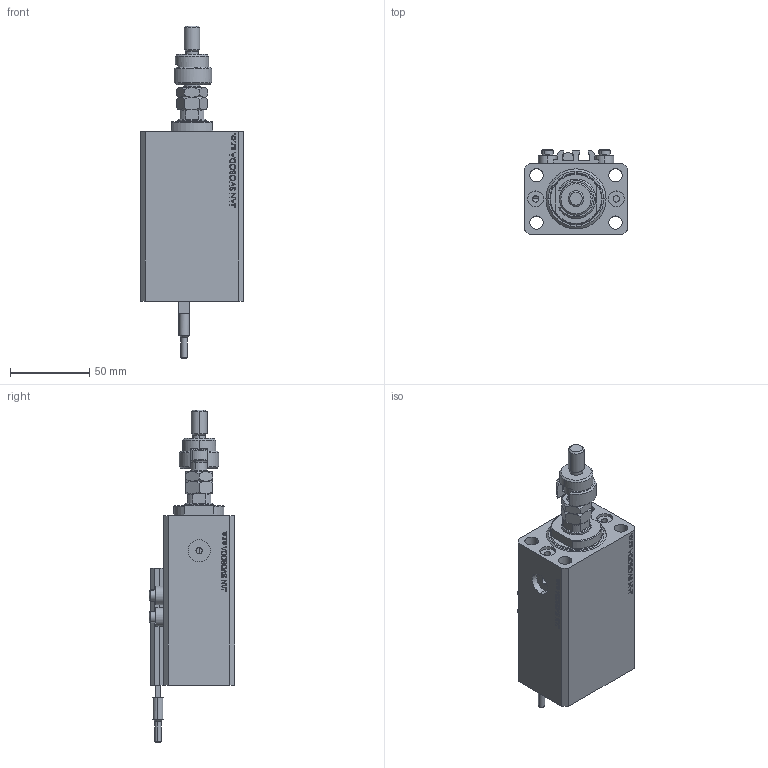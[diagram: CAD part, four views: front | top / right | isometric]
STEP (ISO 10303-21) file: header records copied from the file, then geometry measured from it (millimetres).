
FILE_DESCRIPTION (( 'STEP AP203' ), '1' );
FILE_NAME ('b840.STEP', '2021-03-16T21:25:52', ( '' ), ( '' ), 'SwSTEP 2.0', 'SolidWorks 2019', '' );
FILE_SCHEMA (( 'CONFIG_CONTROL_DESIGN' ));
Length unit declared in the file: millimetre
Products named in the file (9): ALLEN BOLT V250CE 849f7f24b035ef1dffec3f13b82cb552; DFA 849f7f24b035ef1dffec3f13b82cb552; V250CE_VC_C 849f7f24b035ef1dffec3f13b82cb552; SWITCH_V250CE; FEMALE_PART_FOR_DFA 849f7f24b035ef1dffec3f13b82cb552; V250CE_C 849f7f24b035ef1dffec3f13b82cb552; b840; MFA 849f7f24b035ef1dffec3f13b82cb552; V250CE_C_VCP 849f7f24b035ef1dffec3f13b82cb552
Assembly tree (11 placements, depth 3):
  b840
    V250CE_C 849f7f24b035ef1dffec3f13b82cb552
    ALLEN BOLT V250CE 849f7f24b035ef1dffec3f13b82cb552  x4
    V250CE_C_VCP 849f7f24b035ef1dffec3f13b82cb552
    V250CE_VC_C 849f7f24b035ef1dffec3f13b82cb552
    DFA 849f7f24b035ef1dffec3f13b82cb552
      FEMALE_PART_FOR_DFA 849f7f24b035ef1dffec3f13b82cb552
      MFA 849f7f24b035ef1dffec3f13b82cb552
    SWITCH_V250CE
Bounding box: 65 x 54 x 209.9 mm (x, y, z)
Volume: 302563.4 mm3; surface area: 82914 mm2
Topology: 11 solids, 11 shells, 1144 faces, 2837 edges, 1835 vertices
Faces by surface type: plane 547, bspline 374, cylinder 105, cone 98, torus 20
Entity records: 50819 total; most frequent: CARTESIAN_POINT 26706, ORIENTED_EDGE 5364, DIRECTION 3536, EDGE_CURVE 2682, VERTEX_POINT 1751, VECTOR 1574, LINE 1574, EDGE_LOOP 1195
